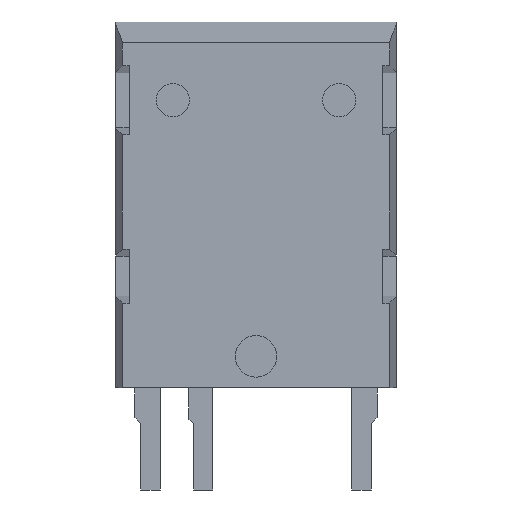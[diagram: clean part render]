
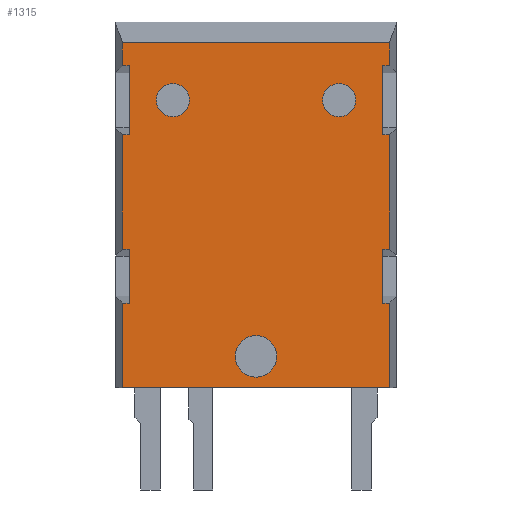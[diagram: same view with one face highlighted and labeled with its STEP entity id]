
A CAD part, front view. The second image highlights one B-rep face of the part: STEP entity #1315.
In plain terms, the highlighted planar face has unit normal (0, -1, 0).
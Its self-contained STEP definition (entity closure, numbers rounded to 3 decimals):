
#18=FACE_BOUND('',#198,.T.);
#19=FACE_BOUND('',#199,.T.);
#20=FACE_BOUND('',#200,.T.);
#23=CIRCLE('',#1376,1.2);
#25=CIRCLE('',#1380,1.2);
#27=CIRCLE('',#1384,1.5);
#116=FACE_OUTER_BOUND('',#197,.T.);
#197=EDGE_LOOP('',(#1034,#1035,#1036,#1037,#1038,#1039,#1040,#1041,#1042,
#1043,#1044,#1045,#1046,#1047,#1048,#1049,#1050,#1051,#1052,#1053));
#198=EDGE_LOOP('',(#1054));
#199=EDGE_LOOP('',(#1055));
#200=EDGE_LOOP('',(#1056));
#285=LINE('',#1947,#442);
#291=LINE('',#1959,#448);
#294=LINE('',#1964,#451);
#296=LINE('',#1970,#453);
#302=LINE('',#1982,#459);
#305=LINE('',#1987,#462);
#307=LINE('',#1993,#464);
#313=LINE('',#2005,#470);
#316=LINE('',#2010,#473);
#318=LINE('',#2016,#475);
#324=LINE('',#2028,#481);
#327=LINE('',#2033,#484);
#330=LINE('',#2039,#487);
#331=LINE('',#2042,#488);
#335=LINE('',#2048,#492);
#336=LINE('',#2050,#493);
#337=LINE('',#2052,#494);
#338=LINE('',#2053,#495);
#339=LINE('',#2055,#496);
#340=LINE('',#2056,#497);
#442=VECTOR('',#1581,0.5);
#448=VECTOR('',#1589,0.5);
#451=VECTOR('',#1596,3.9);
#453=VECTOR('',#1600,0.5);
#459=VECTOR('',#1608,0.5);
#462=VECTOR('',#1615,5.);
#464=VECTOR('',#1619,0.5);
#470=VECTOR('',#1627,0.5);
#473=VECTOR('',#1634,3.9);
#475=VECTOR('',#1638,0.5);
#481=VECTOR('',#1646,0.5);
#484=VECTOR('',#1653,5.);
#487=VECTOR('',#1658,6.12);
#488=VECTOR('',#1661,1.65);
#492=VECTOR('',#1667,8.25);
#493=VECTOR('',#1670,8.25);
#494=VECTOR('',#1671,1.65);
#495=VECTOR('',#1672,19.29);
#496=VECTOR('',#1673,19.29);
#497=VECTOR('',#1674,6.12);
#581=VERTEX_POINT('',#1927);
#583=VERTEX_POINT('',#1933);
#585=VERTEX_POINT('',#1939);
#586=VERTEX_POINT('',#1943);
#588=VERTEX_POINT('',#1946);
#591=VERTEX_POINT('',#1953);
#593=VERTEX_POINT('',#1957);
#594=VERTEX_POINT('',#1966);
#596=VERTEX_POINT('',#1969);
#599=VERTEX_POINT('',#1976);
#601=VERTEX_POINT('',#1980);
#602=VERTEX_POINT('',#1989);
#604=VERTEX_POINT('',#1992);
#607=VERTEX_POINT('',#1999);
#609=VERTEX_POINT('',#2003);
#610=VERTEX_POINT('',#2012);
#612=VERTEX_POINT('',#2015);
#615=VERTEX_POINT('',#2022);
#617=VERTEX_POINT('',#2026);
#619=VERTEX_POINT('',#2037);
#620=VERTEX_POINT('',#2041);
#622=VERTEX_POINT('',#2051);
#623=VERTEX_POINT('',#2054);
#717=EDGE_CURVE('',#581,#581,#23,.T.);
#719=EDGE_CURVE('',#583,#583,#25,.T.);
#721=EDGE_CURVE('',#585,#585,#27,.T.);
#723=EDGE_CURVE('',#588,#586,#285,.T.);
#729=EDGE_CURVE('',#591,#593,#291,.T.);
#732=EDGE_CURVE('',#593,#588,#294,.T.);
#734=EDGE_CURVE('',#596,#594,#296,.T.);
#740=EDGE_CURVE('',#599,#601,#302,.T.);
#743=EDGE_CURVE('',#601,#596,#305,.T.);
#745=EDGE_CURVE('',#604,#602,#307,.T.);
#751=EDGE_CURVE('',#607,#609,#313,.T.);
#754=EDGE_CURVE('',#609,#604,#316,.T.);
#756=EDGE_CURVE('',#612,#610,#318,.T.);
#762=EDGE_CURVE('',#615,#617,#324,.T.);
#765=EDGE_CURVE('',#617,#612,#327,.T.);
#768=EDGE_CURVE('',#602,#619,#330,.T.);
#769=EDGE_CURVE('',#620,#599,#331,.T.);
#773=EDGE_CURVE('',#594,#607,#335,.T.);
#774=EDGE_CURVE('',#586,#615,#336,.T.);
#775=EDGE_CURVE('',#610,#622,#337,.T.);
#776=EDGE_CURVE('',#622,#620,#338,.T.);
#777=EDGE_CURVE('',#623,#619,#339,.T.);
#778=EDGE_CURVE('',#623,#591,#340,.T.);
#1034=ORIENTED_EDGE('',*,*,#729,.T.);
#1035=ORIENTED_EDGE('',*,*,#732,.T.);
#1036=ORIENTED_EDGE('',*,*,#723,.T.);
#1037=ORIENTED_EDGE('',*,*,#774,.T.);
#1038=ORIENTED_EDGE('',*,*,#762,.T.);
#1039=ORIENTED_EDGE('',*,*,#765,.T.);
#1040=ORIENTED_EDGE('',*,*,#756,.T.);
#1041=ORIENTED_EDGE('',*,*,#775,.T.);
#1042=ORIENTED_EDGE('',*,*,#776,.T.);
#1043=ORIENTED_EDGE('',*,*,#769,.T.);
#1044=ORIENTED_EDGE('',*,*,#740,.T.);
#1045=ORIENTED_EDGE('',*,*,#743,.T.);
#1046=ORIENTED_EDGE('',*,*,#734,.T.);
#1047=ORIENTED_EDGE('',*,*,#773,.T.);
#1048=ORIENTED_EDGE('',*,*,#751,.T.);
#1049=ORIENTED_EDGE('',*,*,#754,.T.);
#1050=ORIENTED_EDGE('',*,*,#745,.T.);
#1051=ORIENTED_EDGE('',*,*,#768,.T.);
#1052=ORIENTED_EDGE('',*,*,#777,.F.);
#1053=ORIENTED_EDGE('',*,*,#778,.T.);
#1054=ORIENTED_EDGE('',*,*,#717,.T.);
#1055=ORIENTED_EDGE('',*,*,#719,.T.);
#1056=ORIENTED_EDGE('',*,*,#721,.T.);
#1245=PLANE('',#1405);
#1315=ADVANCED_FACE('',(#116,#18,#19,#20),#1245,.T.);
#1376=AXIS2_PLACEMENT_3D('',#1928,#1558,#1559);
#1380=AXIS2_PLACEMENT_3D('',#1934,#1566,#1567);
#1384=AXIS2_PLACEMENT_3D('',#1940,#1574,#1575);
#1405=AXIS2_PLACEMENT_3D('',#2049,#1668,#1669);
#1558=DIRECTION('center_axis',(0.,1.,0.));
#1559=DIRECTION('ref_axis',(-1.,0.,0.));
#1566=DIRECTION('center_axis',(0.,1.,0.));
#1567=DIRECTION('ref_axis',(-1.,0.,0.));
#1574=DIRECTION('center_axis',(0.,1.,0.));
#1575=DIRECTION('ref_axis',(-1.,0.,0.));
#1581=DIRECTION('',(1.,0.,0.));
#1589=DIRECTION('',(-1.,0.,0.));
#1596=DIRECTION('',(0.,0.,1.));
#1600=DIRECTION('',(-1.,0.,0.));
#1608=DIRECTION('',(1.,0.,0.));
#1615=DIRECTION('',(0.,0.,-1.));
#1619=DIRECTION('',(-1.,0.,0.));
#1627=DIRECTION('',(1.,0.,0.));
#1634=DIRECTION('',(0.,0.,-1.));
#1638=DIRECTION('',(1.,0.,0.));
#1646=DIRECTION('',(-1.,0.,0.));
#1653=DIRECTION('',(0.,0.,1.));
#1658=DIRECTION('',(0.,0.,-1.));
#1661=DIRECTION('',(0.,0.,-1.));
#1667=DIRECTION('',(0.,0.,-1.));
#1668=DIRECTION('center_axis',(0.,-1.,0.));
#1669=DIRECTION('ref_axis',(1.,0.,0.));
#1670=DIRECTION('',(0.,0.,1.));
#1671=DIRECTION('',(0.,0.,1.));
#1672=DIRECTION('',(-1.,0.,0.));
#1673=DIRECTION('',(-1.,0.,0.));
#1674=DIRECTION('',(0.,0.,1.));
#1927=CARTESIAN_POINT('',(7.2,-2.21,24.35));
#1928=CARTESIAN_POINT('Origin',(6.,-2.21,24.35));
#1933=CARTESIAN_POINT('',(-4.8,-2.21,24.35));
#1934=CARTESIAN_POINT('Origin',(-6.,-2.21,24.35));
#1939=CARTESIAN_POINT('',(1.5,-2.21,5.85));
#1940=CARTESIAN_POINT('Origin',(0.,-2.21,5.85));
#1943=CARTESIAN_POINT('',(9.645,-2.21,13.6));
#1946=CARTESIAN_POINT('',(9.145,-2.21,13.6));
#1947=CARTESIAN_POINT('',(0.,-2.21,13.6));
#1953=CARTESIAN_POINT('',(9.645,-2.21,9.7));
#1957=CARTESIAN_POINT('',(9.145,-2.21,9.7));
#1959=CARTESIAN_POINT('',(0.,-2.21,9.7));
#1964=CARTESIAN_POINT('',(9.145,-2.21,7.615));
#1966=CARTESIAN_POINT('',(-9.645,-2.21,21.85));
#1969=CARTESIAN_POINT('',(-9.145,-2.21,21.85));
#1970=CARTESIAN_POINT('',(-10.145,-2.21,21.85));
#1976=CARTESIAN_POINT('',(-9.645,-2.21,26.85));
#1980=CARTESIAN_POINT('',(-9.145,-2.21,26.85));
#1982=CARTESIAN_POINT('',(-10.145,-2.21,26.85));
#1987=CARTESIAN_POINT('',(-9.145,-2.21,13.965));
#1989=CARTESIAN_POINT('',(-9.645,-2.21,9.7));
#1992=CARTESIAN_POINT('',(-9.145,-2.21,9.7));
#1993=CARTESIAN_POINT('',(-10.145,-2.21,9.7));
#1999=CARTESIAN_POINT('',(-9.645,-2.21,13.6));
#2003=CARTESIAN_POINT('',(-9.145,-2.21,13.6));
#2005=CARTESIAN_POINT('',(-10.145,-2.21,13.6));
#2010=CARTESIAN_POINT('',(-9.145,-2.21,7.615));
#2012=CARTESIAN_POINT('',(9.645,-2.21,26.85));
#2015=CARTESIAN_POINT('',(9.145,-2.21,26.85));
#2016=CARTESIAN_POINT('',(0.,-2.21,26.85));
#2022=CARTESIAN_POINT('',(9.645,-2.21,21.85));
#2026=CARTESIAN_POINT('',(9.145,-2.21,21.85));
#2028=CARTESIAN_POINT('',(0.,-2.21,21.85));
#2033=CARTESIAN_POINT('',(9.145,-2.21,13.965));
#2037=CARTESIAN_POINT('',(-9.645,-2.21,3.58));
#2039=CARTESIAN_POINT('',(-9.645,-2.21,3.58));
#2041=CARTESIAN_POINT('',(-9.645,-2.21,28.5));
#2042=CARTESIAN_POINT('',(-9.645,-2.21,3.58));
#2048=CARTESIAN_POINT('',(-9.645,-2.21,3.58));
#2049=CARTESIAN_POINT('Origin',(-10.145,-2.21,3.58));
#2050=CARTESIAN_POINT('',(9.645,-2.21,3.58));
#2051=CARTESIAN_POINT('',(9.645,-2.21,28.5));
#2052=CARTESIAN_POINT('',(9.645,-2.21,3.58));
#2053=CARTESIAN_POINT('',(0.255,-2.21,28.5));
#2054=CARTESIAN_POINT('',(9.645,-2.21,3.58));
#2055=CARTESIAN_POINT('',(10.145,-2.21,3.58));
#2056=CARTESIAN_POINT('',(9.645,-2.21,3.58));
